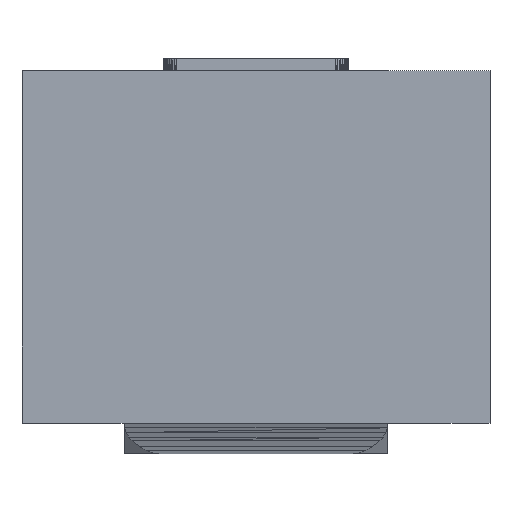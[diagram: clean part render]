
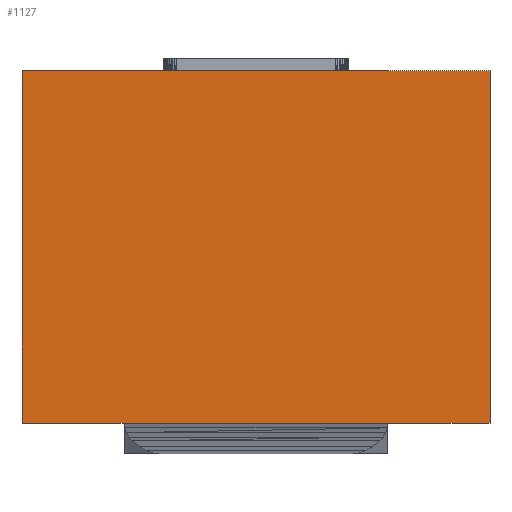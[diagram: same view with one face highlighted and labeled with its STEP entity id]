
A CAD part, left-side view. The second image highlights one B-rep face of the part: STEP entity #1127.
In plain terms, the highlighted planar face has unit normal (-1, 0, 0).
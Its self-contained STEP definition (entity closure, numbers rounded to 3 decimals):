
#408 = VERTEX_POINT('',#409);
#409 = CARTESIAN_POINT('',(40.,-22.25,-2.672));
#432 = VERTEX_POINT('',#433);
#433 = CARTESIAN_POINT('',(40.,-57.75,-2.672));
#439 = EDGE_CURVE('',#408,#432,#440,.T.);
#440 = LINE('',#441,#442);
#441 = CARTESIAN_POINT('',(40.,-22.25,-2.672));
#442 = VECTOR('',#443,1.);
#443 = DIRECTION('',(0.,-1.,0.));
#1032 = VERTEX_POINT('',#1033);
#1033 = CARTESIAN_POINT('',(40.,-57.75,24.048));
#1039 = EDGE_CURVE('',#432,#1032,#1040,.T.);
#1040 = LINE('',#1041,#1042);
#1041 = CARTESIAN_POINT('',(40.,-57.75,-2.672));
#1042 = VECTOR('',#1043,1.);
#1043 = DIRECTION('',(0.,0.,1.));
#1101 = EDGE_CURVE('',#1102,#408,#1104,.T.);
#1102 = VERTEX_POINT('',#1103);
#1103 = CARTESIAN_POINT('',(40.,-22.25,24.048));
#1104 = LINE('',#1105,#1106);
#1105 = CARTESIAN_POINT('',(40.,-22.25,24.048));
#1106 = VECTOR('',#1107,1.);
#1107 = DIRECTION('',(0.,0.,-1.));
#1127 = ADVANCED_FACE('',(#1128),#1139,.F.);
#1128 = FACE_BOUND('',#1129,.T.);
#1129 = EDGE_LOOP('',(#1130,#1131,#1137,#1138));
#1130 = ORIENTED_EDGE('',*,*,#1039,.T.);
#1131 = ORIENTED_EDGE('',*,*,#1132,.T.);
#1132 = EDGE_CURVE('',#1032,#1102,#1133,.T.);
#1133 = LINE('',#1134,#1135);
#1134 = CARTESIAN_POINT('',(40.,-57.75,24.048));
#1135 = VECTOR('',#1136,1.);
#1136 = DIRECTION('',(0.,1.,0.));
#1137 = ORIENTED_EDGE('',*,*,#1101,.T.);
#1138 = ORIENTED_EDGE('',*,*,#439,.T.);
#1139 = PLANE('',#1140);
#1140 = AXIS2_PLACEMENT_3D('',#1141,#1142,#1143);
#1141 = CARTESIAN_POINT('',(40.,-40.,10.688));
#1142 = DIRECTION('',(1.,0.,0.));
#1143 = DIRECTION('',(0.,0.,1.));
